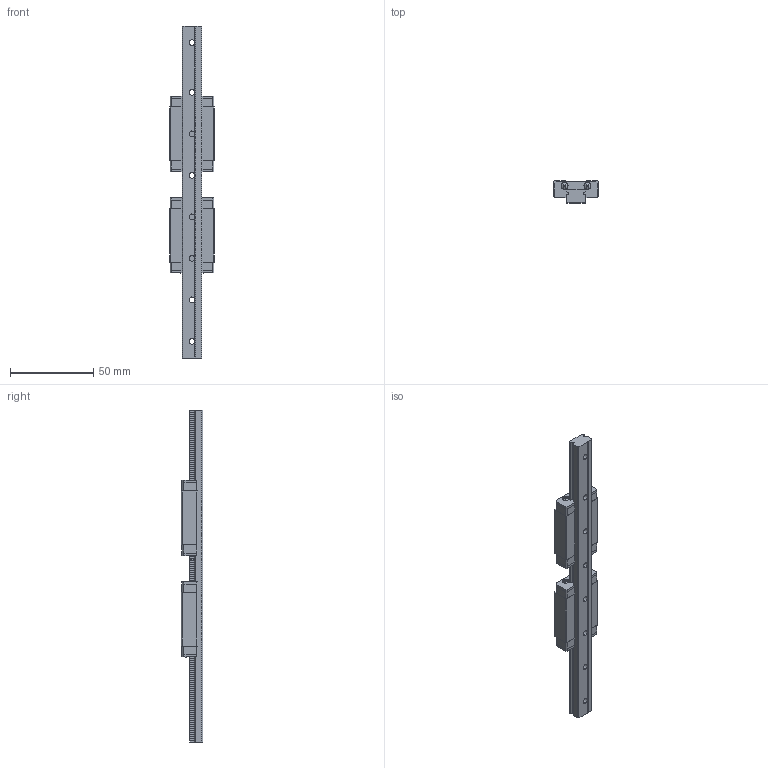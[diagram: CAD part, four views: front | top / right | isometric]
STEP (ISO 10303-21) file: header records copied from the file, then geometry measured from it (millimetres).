
FILE_DESCRIPTION (( 'STEP AP214' ), '1' );
FILE_NAME ('MGN12 LINEAR GUIDE SUBASSEMBLY, 2 X 12H.STEP', '2018-08-23T06:01:41', ( '' ), ( '' ), 'SwSTEP 2.0', 'SolidWorks 2018', '' );
FILE_SCHEMA (( 'AUTOMOTIVE_DESIGN' ));
Length unit declared in the file: millimetre
Products named in the file (6): MGN12 LINEAR GUIDE RAIL, CONFIGURABLE; MGN12 LINEAR GUIDE SUBASSEMBLY, 2 X 12H; MGN12 LINEAR GUIDE RAIL, CONFIGURABLE_200 mm; MGN12H, LINEAR GUIDE BLOCK
Assembly tree (3 placements, depth 2):
  MGN12 LINEAR GUIDE RAIL, CONFIGURABLE
  MGN12 LINEAR GUIDE SUBASSEMBLY, 2 X 12H
    MGN12 LINEAR GUIDE RAIL, CONFIGURABLE_200 mm
    MGN12H, LINEAR GUIDE BLOCK  x2
  MGN12H, LINEAR GUIDE BLOCK
  MGN12H, LINEAR GUIDE BLOCK
Bounding box: 27 x 13 x 200 mm (x, y, z)
Volume: 35199.3 mm3; surface area: 21825.6 mm2
Topology: 19 solids, 19 shells, 716 faces, 1970 edges, 1300 vertices
Faces by surface type: plane 397, cylinder 263, cone 48, bspline 8
Entity records: 16619 total; most frequent: CARTESIAN_POINT 2521, ORIENTED_EDGE 2182, DIRECTION 2173, EDGE_CURVE 1091, AXIS2_PLACEMENT_3D 746, VERTEX_POINT 726, LINE 681, VECTOR 681
